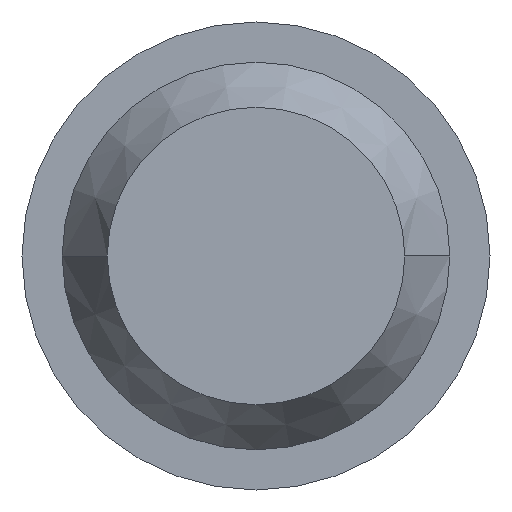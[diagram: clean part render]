
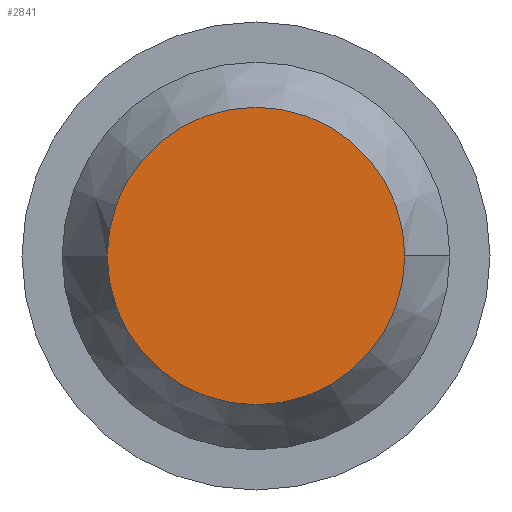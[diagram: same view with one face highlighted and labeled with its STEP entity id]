
A CAD part, front view. The second image highlights one B-rep face of the part: STEP entity #2841.
In plain terms, the highlighted planar face has unit normal (0, -1, 0).
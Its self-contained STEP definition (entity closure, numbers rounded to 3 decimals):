
#179 = VERTEX_POINT ( 'NONE', #2437 ) ;
#350 = VERTEX_POINT ( 'NONE', #1163 ) ;
#704 = CARTESIAN_POINT ( 'NONE',  ( 0., -10., 0. ) ) ;
#907 = CARTESIAN_POINT ( 'NONE',  ( 0., -10., 0. ) ) ;
#1122 = AXIS2_PLACEMENT_3D ( 'NONE', #1491, #2042, #1726 ) ;
#1163 = CARTESIAN_POINT ( 'NONE',  ( 1.908, -10., 0. ) ) ;
#1327 = FACE_OUTER_BOUND ( 'NONE', #1474, .T. ) ;
#1474 = EDGE_LOOP ( 'NONE', ( #3150, #2188 ) ) ;
#1491 = CARTESIAN_POINT ( 'NONE',  ( -1.908, -10., 0. ) ) ;
#1726 = DIRECTION ( 'NONE',  ( 1., 0., 0. ) ) ;
#2038 = DIRECTION ( 'NONE',  ( 0., 1., 0. ) ) ;
#2042 = DIRECTION ( 'NONE',  ( 0., -1., 0. ) ) ;
#2085 = AXIS2_PLACEMENT_3D ( 'NONE', #907, #2038, #2850 ) ;
#2188 = ORIENTED_EDGE ( 'NONE', *, *, #3078, .F. ) ;
#2225 = CIRCLE ( 'NONE', #2990, 1.908 ) ;
#2276 = CIRCLE ( 'NONE', #2085, 1.908 ) ;
#2437 = CARTESIAN_POINT ( 'NONE',  ( -1.908, -10., 0. ) ) ;
#2643 = DIRECTION ( 'NONE',  ( -1., 0., 0. ) ) ;
#2841 = ADVANCED_FACE ( 'Defeature ausgef�hrt1_5', ( #1327 ), #3419, .T. ) ;
#2850 = DIRECTION ( 'NONE',  ( -1., 0., 0. ) ) ;
#2915 = DIRECTION ( 'NONE',  ( 0., 1., 0. ) ) ;
#2932 = EDGE_CURVE ( 'Defeature ausgef�hrt1_4+Defeature ausgef�hrt1_5+Defeature ausgef�hrt1_5+Defeature ausgef�hrt1_5', #179, #350, #2276, .T. ) ;
#2990 = AXIS2_PLACEMENT_3D ( 'NONE', #704, #2915, #2643 ) ;
#3078 = EDGE_CURVE ( 'Defeature ausgef�hrt1_4+Defeature ausgef�hrt1_5+Defeature ausgef�hrt1_5+Defeature ausgef�hrt1_5', #350, #179, #2225, .T. ) ;
#3150 = ORIENTED_EDGE ( 'NONE', *, *, #2932, .F. ) ;
#3419 = PLANE ( 'NONE',  #1122 ) ;
